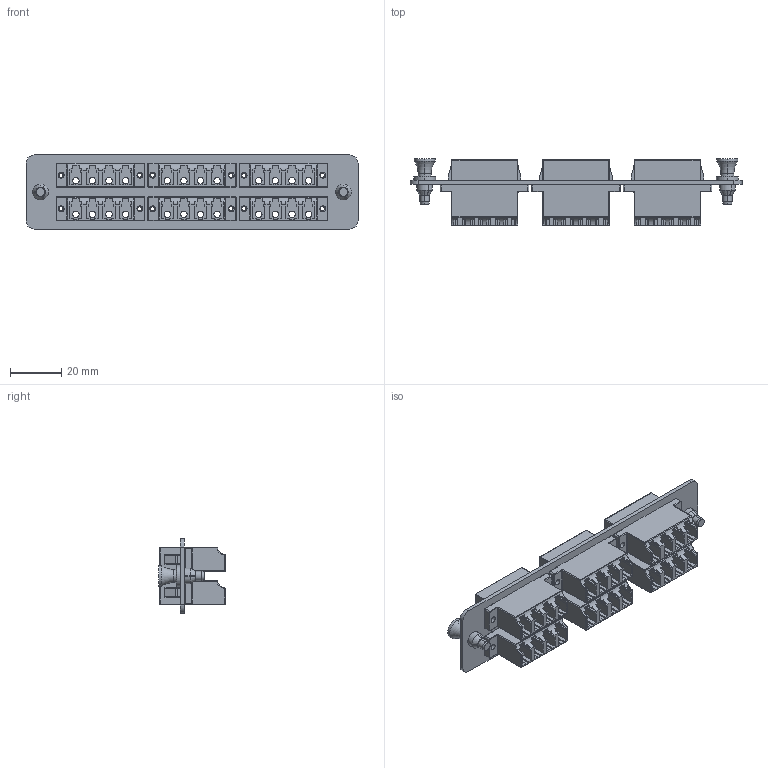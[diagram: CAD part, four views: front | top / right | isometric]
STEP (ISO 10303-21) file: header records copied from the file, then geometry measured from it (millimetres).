
FILE_DESCRIPTION (( 'STEP AP203' ), '1' );
FILE_NAME ('FSP-LCQ6-CR.STEP', '2011-08-26T13:09:02', ( 'x' ), ( 'Microsoft' ), 'SwSTEP 2.0', 'SolidWorks 2010', '' );
FILE_SCHEMA (( 'CONFIG_CONTROL_DESIGN' ));
Length unit declared in the file: inch
Products named in the file (6): FSP-LCQ6-CR; FOA-560; 1AR17-013; HDWR-HN4G-42-1; HDWR-HN4P-42-4-1
Assembly tree (12 placements, depth 3):
  FSP-LCQ6-CR
    1AR17-013
      HDWR-HN4G-42-1  x2
      HDWR-HN4P-42-4-1  x2
      1AR17-013
    FOA-560  x6
Bounding box: 129.54 x 26.11 x 28.96 mm (x, y, z)
Volume: 23249.5 mm3; surface area: 37425 mm2
Topology: 11 solids, 11 shells, 1872 faces, 5140 edges, 3258 vertices
Faces by surface type: plane 1314, cylinder 378, torus 112, sphere 48, cone 20
Entity records: 13369 total; most frequent: CARTESIAN_POINT 2214, DIRECTION 2151, ORIENTED_EDGE 2148, EDGE_CURVE 1074, LINE 807, VECTOR 807, VERTEX_POINT 689, AXIS2_PLACEMENT_3D 672
